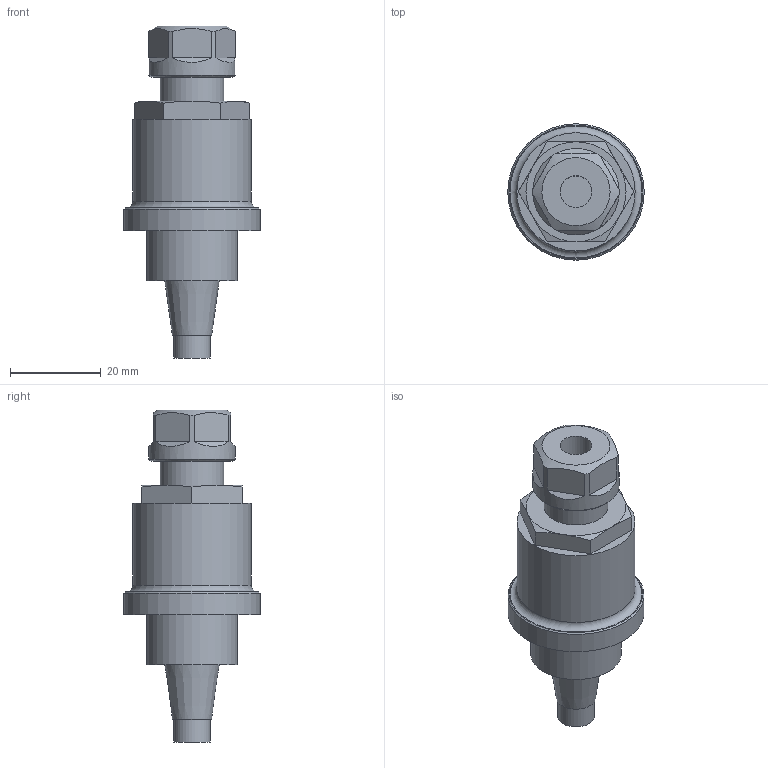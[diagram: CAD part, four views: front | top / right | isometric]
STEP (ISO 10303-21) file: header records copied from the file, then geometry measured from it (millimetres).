
FILE_DESCRIPTION(/* description */ (''),/* implementation_level */ '2;1');
FILE_NAME(/* name */ 'W9990123stp.stp',/* time_stamp */ '2017-05-08T07:39:16+02:00',/* author */ (''),/* organization */ (''),/* preprocessor_version */ 'ST-DEVELOPER v15',/* originating_system */ 'SIEMENS PLM Software NX 9.0',/* authorisation */ '');
FILE_SCHEMA (('AUTOMOTIVE_DESIGN { 1 0 10303 214 3 1 1 1 }'));
Length unit declared in the file: millimetre
Products named in the file (1): reic18D0476Dmbez
Bounding box: 30 x 30 x 73 mm (x, y, z)
Volume: 22714.3 mm3; surface area: 6695.1 mm2
Topology: 1 solids, 1 shells, 48 faces, 108 edges, 70 vertices
Faces by surface type: plane 28, cone 11, cylinder 7, torus 2
Full cylindrical faces by diameter (mm): 7 x1, 8 x1, 14 x1, 19 x1, 20 x1, 26 x1, 30 x1
Entity records: 1272 total; most frequent: CARTESIAN_POINT 265, DIRECTION 206, ORIENTED_EDGE 174, AXIS2_PLACEMENT_3D 88, EDGE_CURVE 87, EDGE_LOOP 70, VERTEX_POINT 63, ADVANCED_FACE 48
